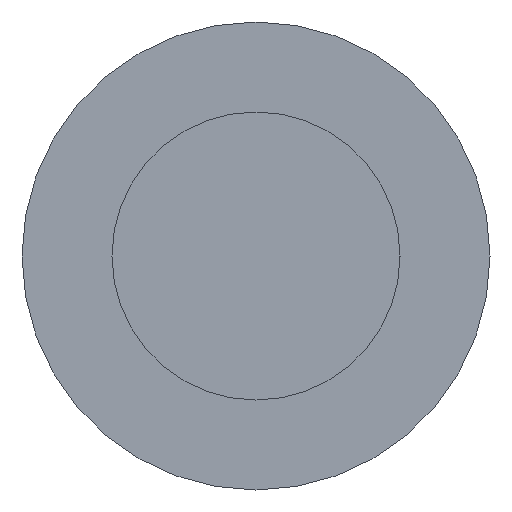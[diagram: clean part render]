
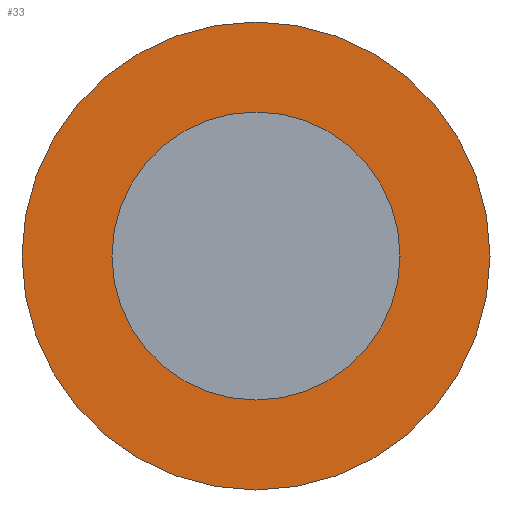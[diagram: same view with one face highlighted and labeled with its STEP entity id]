
A CAD part, left-side view. The second image highlights one B-rep face of the part: STEP entity #33.
In plain terms, the highlighted planar face has unit normal (-1, 0, 0).
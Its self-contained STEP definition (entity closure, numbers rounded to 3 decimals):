
#4 = DIRECTION ( 'NONE',  ( 0., 0., 1. ) ) ;
#20 = DIRECTION ( 'NONE',  ( 0., 0., 1. ) ) ;
#21 = CIRCLE ( 'NONE', #263, 13. ) ;
#31 = EDGE_CURVE ( 'NONE', #120, #37, #292, .T. ) ;
#33 = ADVANCED_FACE ( 'NONE', ( #203, #133 ), #164, .F. ) ;
#37 = VERTEX_POINT ( 'NONE', #198 ) ;
#46 = CARTESIAN_POINT ( 'NONE',  ( 73.6, 0., 0. ) ) ;
#49 = EDGE_LOOP ( 'NONE', ( #268, #54 ) ) ;
#54 = ORIENTED_EDGE ( 'NONE', *, *, #321, .F. ) ;
#55 = CARTESIAN_POINT ( 'NONE',  ( 73.6, 0., 13. ) ) ;
#59 = AXIS2_PLACEMENT_3D ( 'NONE', #230, #269, #329 ) ;
#61 = ORIENTED_EDGE ( 'NONE', *, *, #308, .T. ) ;
#80 = CIRCLE ( 'NONE', #98, 8. ) ;
#97 = CARTESIAN_POINT ( 'NONE',  ( 73.6, 0., 0. ) ) ;
#98 = AXIS2_PLACEMENT_3D ( 'NONE', #386, #261, #4 ) ;
#100 = DIRECTION ( 'NONE',  ( 0., 0., 1. ) ) ;
#120 = VERTEX_POINT ( 'NONE', #55 ) ;
#133 = FACE_OUTER_BOUND ( 'NONE', #143, .T. ) ;
#137 = DIRECTION ( 'NONE',  ( -1., 0., 0. ) ) ;
#138 = AXIS2_PLACEMENT_3D ( 'NONE', #283, #405, #211 ) ;
#143 = EDGE_LOOP ( 'NONE', ( #317, #61 ) ) ;
#164 = PLANE ( 'NONE',  #59 ) ;
#177 = CIRCLE ( 'NONE', #138, 8. ) ;
#182 = VERTEX_POINT ( 'NONE', #352 ) ;
#198 = CARTESIAN_POINT ( 'NONE',  ( 73.6, 0., -13. ) ) ;
#202 = EDGE_CURVE ( 'NONE', #401, #182, #80, .T. ) ;
#203 = FACE_BOUND ( 'NONE', #49, .T. ) ;
#211 = DIRECTION ( 'NONE',  ( 0., 0., 1. ) ) ;
#230 = CARTESIAN_POINT ( 'NONE',  ( 73.6, 8., 0. ) ) ;
#241 = CARTESIAN_POINT ( 'NONE',  ( 73.6, 0., 8. ) ) ;
#261 = DIRECTION ( 'NONE',  ( -1., 0., 0. ) ) ;
#263 = AXIS2_PLACEMENT_3D ( 'NONE', #46, #403, #20 ) ;
#268 = ORIENTED_EDGE ( 'NONE', *, *, #202, .F. ) ;
#269 = DIRECTION ( 'NONE',  ( 1., 0., 0. ) ) ;
#283 = CARTESIAN_POINT ( 'NONE',  ( 73.6, 0., 0. ) ) ;
#292 = CIRCLE ( 'NONE', #335, 13. ) ;
#308 = EDGE_CURVE ( 'NONE', #37, #120, #21, .T. ) ;
#317 = ORIENTED_EDGE ( 'NONE', *, *, #31, .T. ) ;
#321 = EDGE_CURVE ( 'NONE', #182, #401, #177, .T. ) ;
#329 = DIRECTION ( 'NONE',  ( 0., 0., -1. ) ) ;
#335 = AXIS2_PLACEMENT_3D ( 'NONE', #97, #137, #100 ) ;
#352 = CARTESIAN_POINT ( 'NONE',  ( 73.6, 0., -8. ) ) ;
#386 = CARTESIAN_POINT ( 'NONE',  ( 73.6, 0., 0. ) ) ;
#401 = VERTEX_POINT ( 'NONE', #241 ) ;
#403 = DIRECTION ( 'NONE',  ( -1., 0., 0. ) ) ;
#405 = DIRECTION ( 'NONE',  ( -1., 0., 0. ) ) ;
